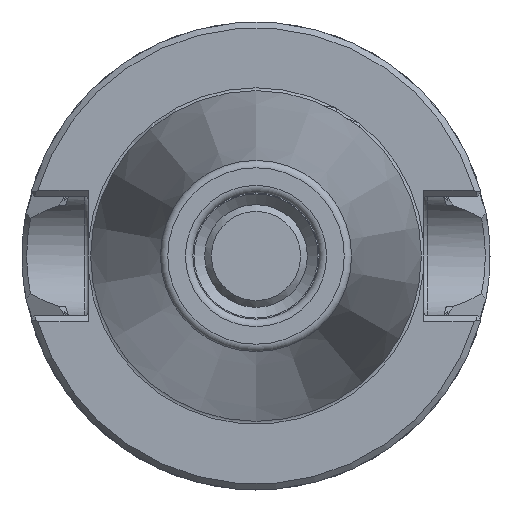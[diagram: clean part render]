
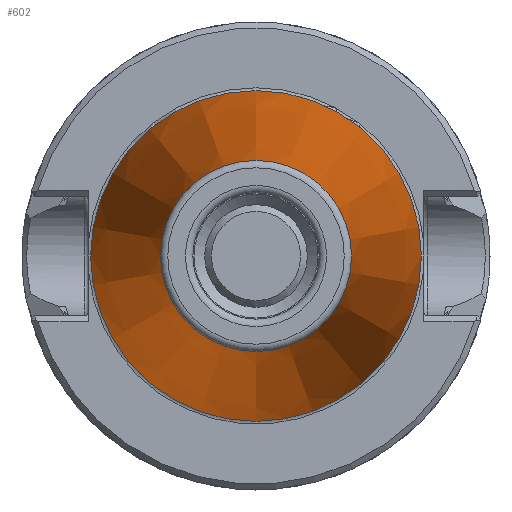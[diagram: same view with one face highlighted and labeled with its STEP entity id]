
A CAD part, left-side view. The second image highlights one B-rep face of the part: STEP entity #602.
In plain terms, the highlighted conical face has half-angle 8.297 degrees and reference radius 12.871 mm.
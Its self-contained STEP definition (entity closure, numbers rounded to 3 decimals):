
#602 = ADVANCED_FACE( '', ( #1259, #1260 ), #1261, .T. );
#1259 = FACE_OUTER_BOUND( '', #2065, .T. );
#1260 = FACE_BOUND( '', #2066, .T. );
#1261 = CONICAL_SURFACE( '', #2067, 12.871, 0.145 );
#2065 = EDGE_LOOP( '', ( #3711 ) );
#2066 = EDGE_LOOP( '', ( #3712 ) );
#2067 = AXIS2_PLACEMENT_3D( '', #3713, #3714, #3715 );
#3711 = ORIENTED_EDGE( '', *, *, #4106, .T. );
#3712 = ORIENTED_EDGE( '', *, *, #4512, .F. );
#3713 = CARTESIAN_POINT( '', ( -64.544, 0., 0. ) );
#3714 = DIRECTION( '', ( 1., 0., 0. ) );
#3715 = DIRECTION( '', ( 0., 0., -1. ) );
#4106 = EDGE_CURVE( '', #4896, #4896, #4897, .T. );
#4512 = EDGE_CURVE( '', #5498, #5498, #5499, .T. );
#4896 = VERTEX_POINT( '', #6126 );
#4897 = CIRCLE( '', #6127, 22.268 );
#5498 = VERTEX_POINT( '', #7358 );
#5499 = CIRCLE( '', #7359, 12.871 );
#6126 = CARTESIAN_POINT( '', ( -0.106, 0., 22.268 ) );
#6127 = AXIS2_PLACEMENT_3D( '', #7811, #7812, #7813 );
#7358 = CARTESIAN_POINT( '', ( -64.544, 0., 12.871 ) );
#7359 = AXIS2_PLACEMENT_3D( '', #8240, #8241, #8242 );
#7811 = CARTESIAN_POINT( '', ( -0.106, 0., 0. ) );
#7812 = DIRECTION( '', ( -1., 0., 0. ) );
#7813 = DIRECTION( '', ( 0., 0., 1. ) );
#8240 = CARTESIAN_POINT( '', ( -64.544, 0., 0. ) );
#8241 = DIRECTION( '', ( -1., 0., 0. ) );
#8242 = DIRECTION( '', ( 0., 0., 1. ) );
